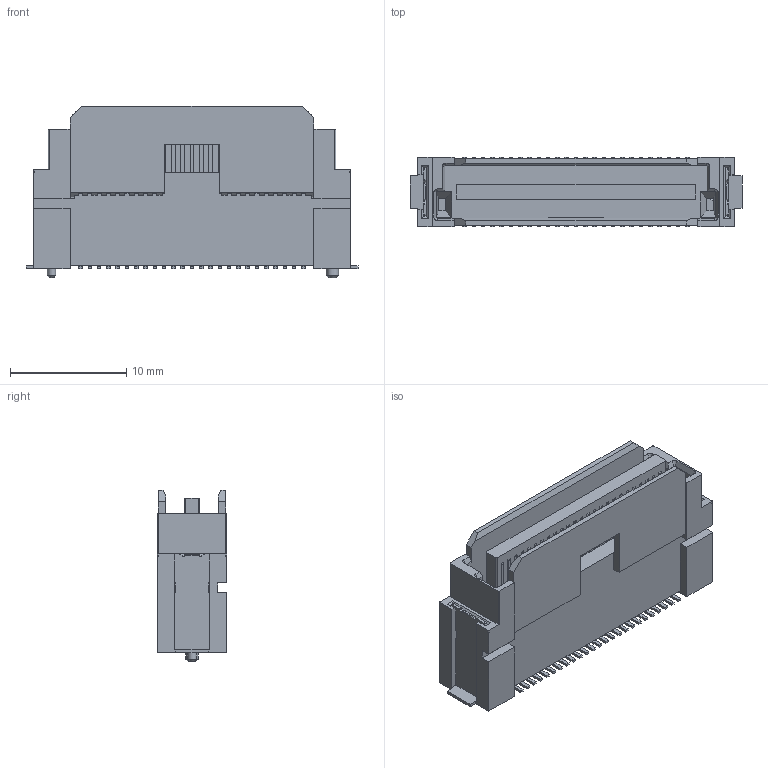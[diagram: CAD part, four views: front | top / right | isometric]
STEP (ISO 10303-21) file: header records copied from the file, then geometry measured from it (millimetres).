
FILE_DESCRIPTION( ('This file contains a STEP AP42 implementation' ,'as created by ZW3D STEP Interface translator.') ,'2;1' );
FILE_NAME( '3614-PXXX-140S1R01.stp' ,'23 321.1418 6', (''), ('ZWCAD Software Co.'), 'Version 1.0', 'ZW3D to STEP translator', '' );
FILE_SCHEMA(('AUTOMOTIVE_DESIGN { 1 0 10303 214 1 1 1 1 }'));
Length unit declared in the file: millimetre
Products named in the file (2): 0; 3614-PXXX-140S1R01
Bounding box: 28.6 x 6 x 14.8 mm (x, y, z)
Volume: 1397.3 mm3; surface area: 1842.3 mm2
Topology: 1 solids, 1 shells, 993 faces, 2753 edges, 1815 vertices
Faces by surface type: plane 735, cylinder 236, cone 14, bspline 8
Full cylindrical faces by diameter (mm): 0.7 x1, 0.8 x1, 1.05 x1, 1.2 x1
Entity records: 32588 total; most frequent: CARTESIAN_POINT 5684, ORIENTED_EDGE 5506, DIRECTION 5223, EDGE_CURVE 2753, VECTOR 2227, LINE 2227, VERTEX_POINT 1815, AXIS2_PLACEMENT_3D 1498
